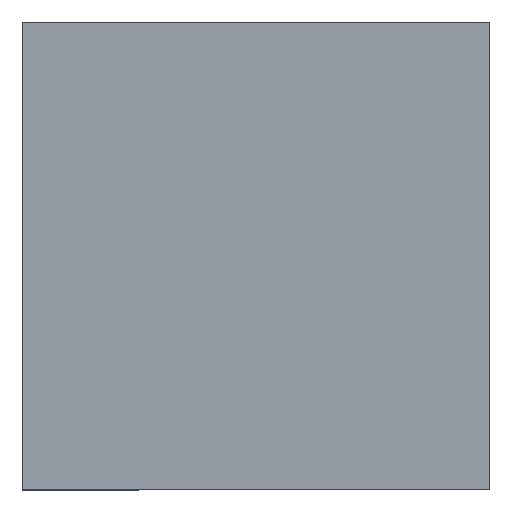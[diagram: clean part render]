
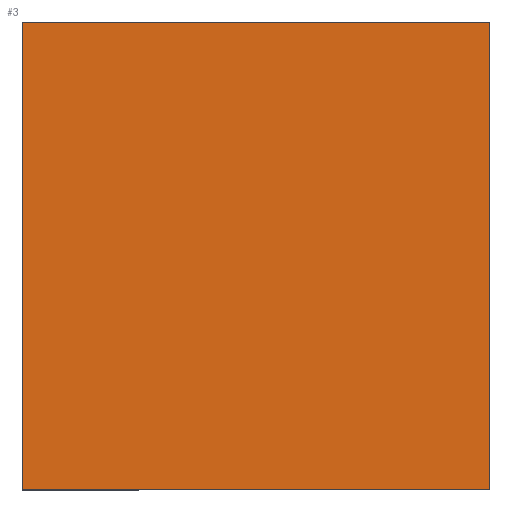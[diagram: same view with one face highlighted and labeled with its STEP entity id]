
A CAD part, top view. The second image highlights one B-rep face of the part: STEP entity #3.
In plain terms, the highlighted planar face has unit normal (0, 0, 1).
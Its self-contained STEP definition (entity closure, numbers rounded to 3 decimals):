
#3 = ADVANCED_FACE ( 'NONE', ( #198 ), #75, .T. ) ;
#16 = LINE ( 'NONE', #80, #54 ) ;
#23 = EDGE_CURVE ( 'NONE', #37, #95, #145, .T. ) ;
#24 = DIRECTION ( 'NONE',  ( -1., 0., 0. ) ) ;
#25 = DIRECTION ( 'NONE',  ( 0., -1., 0. ) ) ;
#33 = CARTESIAN_POINT ( 'NONE',  ( 0., 0., 1.1 ) ) ;
#34 = VECTOR ( 'NONE', #25, 1000. ) ;
#36 = ORIENTED_EDGE ( 'NONE', *, *, #72, .T. ) ;
#37 = VERTEX_POINT ( 'NONE', #68 ) ;
#43 = AXIS2_PLACEMENT_3D ( 'NONE', #33, #49, #203 ) ;
#49 = DIRECTION ( 'NONE',  ( 0., 0., 1. ) ) ;
#54 = VECTOR ( 'NONE', #132, 1000. ) ;
#58 = CARTESIAN_POINT ( 'NONE',  ( 100., 100., 1.1 ) ) ;
#68 = CARTESIAN_POINT ( 'NONE',  ( -100., 100., 1.1 ) ) ;
#69 = VECTOR ( 'NONE', #136, 1000. ) ;
#72 = EDGE_CURVE ( 'NONE', #95, #87, #16, .T. ) ;
#75 = PLANE ( 'NONE',  #43 ) ;
#79 = VECTOR ( 'NONE', #24, 1000. ) ;
#80 = CARTESIAN_POINT ( 'NONE',  ( 100., -100., 1.1 ) ) ;
#87 = VERTEX_POINT ( 'NONE', #169 ) ;
#93 = CARTESIAN_POINT ( 'NONE',  ( -100., -100., 1.1 ) ) ;
#95 = VERTEX_POINT ( 'NONE', #93 ) ;
#110 = ORIENTED_EDGE ( 'NONE', *, *, #207, .T. ) ;
#130 = EDGE_CURVE ( 'NONE', #205, #37, #220, .T. ) ;
#132 = DIRECTION ( 'NONE',  ( 1., 0., 0. ) ) ;
#136 = DIRECTION ( 'NONE',  ( 0., 1., 0. ) ) ;
#145 = LINE ( 'NONE', #212, #34 ) ;
#152 = CARTESIAN_POINT ( 'NONE',  ( 100., -100., 1.1 ) ) ;
#157 = ORIENTED_EDGE ( 'NONE', *, *, #130, .T. ) ;
#169 = CARTESIAN_POINT ( 'NONE',  ( 100., -100., 1.1 ) ) ;
#188 = ORIENTED_EDGE ( 'NONE', *, *, #23, .T. ) ;
#191 = LINE ( 'NONE', #152, #69 ) ;
#198 = FACE_OUTER_BOUND ( 'NONE', #209, .T. ) ;
#203 = DIRECTION ( 'NONE',  ( 1., 0., 0. ) ) ;
#205 = VERTEX_POINT ( 'NONE', #58 ) ;
#207 = EDGE_CURVE ( 'NONE', #87, #205, #191, .T. ) ;
#209 = EDGE_LOOP ( 'NONE', ( #188, #36, #110, #157 ) ) ;
#212 = CARTESIAN_POINT ( 'NONE',  ( -100., -100., 1.1 ) ) ;
#220 = LINE ( 'NONE', #234, #79 ) ;
#234 = CARTESIAN_POINT ( 'NONE',  ( 100., 100., 1.1 ) ) ;
